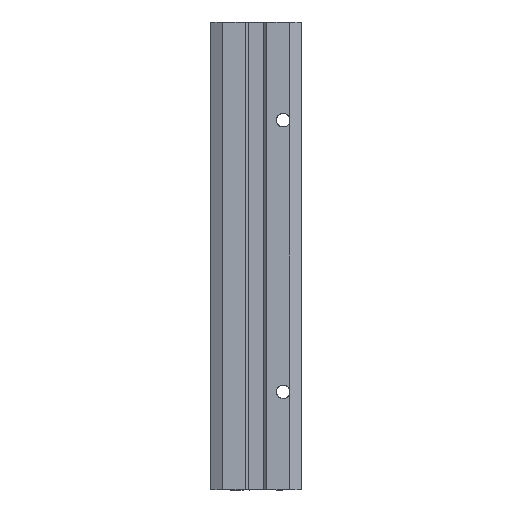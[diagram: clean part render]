
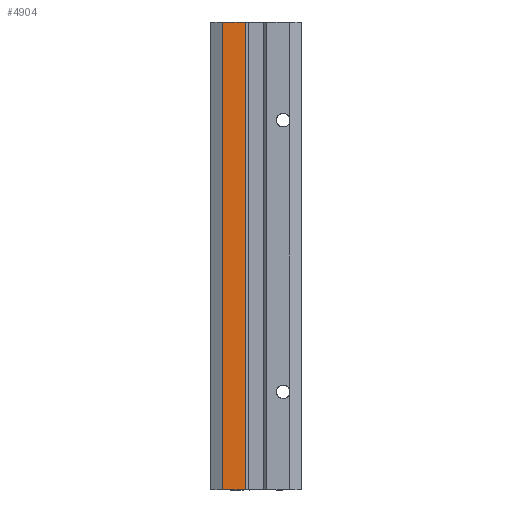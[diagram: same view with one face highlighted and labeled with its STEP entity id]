
A CAD part, left-side view. The second image highlights one B-rep face of the part: STEP entity #4904.
In plain terms, the highlighted planar face has unit normal (-1, 0, 0).
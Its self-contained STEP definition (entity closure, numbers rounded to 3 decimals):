
#147 = FACE_OUTER_BOUND ( 'NONE', #5336, .T. ) ;
#172 = LINE ( 'NONE', #6724, #3539 ) ;
#185 = ORIENTED_EDGE ( 'NONE', *, *, #2104, .T. ) ;
#308 = DIRECTION ( 'NONE',  ( 0., -1., 0. ) ) ;
#576 = ORIENTED_EDGE ( 'NONE', *, *, #4270, .F. ) ;
#712 = VECTOR ( 'NONE', #308, 1000. ) ;
#743 = ORIENTED_EDGE ( 'NONE', *, *, #2183, .T. ) ;
#1131 = VERTEX_POINT ( 'NONE', #5119 ) ;
#1308 = DIRECTION ( 'NONE',  ( 0., 0., 1. ) ) ;
#1805 = LINE ( 'NONE', #3447, #6375 ) ;
#1901 = VERTEX_POINT ( 'NONE', #5856 ) ;
#1970 = EDGE_CURVE ( 'NONE', #1901, #1131, #172, .T. ) ;
#2073 = VECTOR ( 'NONE', #1308, 1000. ) ;
#2104 = EDGE_CURVE ( 'NONE', #5623, #3611, #2726, .T. ) ;
#2183 = EDGE_CURVE ( 'NONE', #1901, #5623, #1805, .T. ) ;
#2329 = CARTESIAN_POINT ( 'NONE',  ( -9., 28.257, 0. ) ) ;
#2726 = LINE ( 'NONE', #6063, #2073 ) ;
#2966 = DIRECTION ( 'NONE',  ( 0., 0., 1. ) ) ;
#3123 = AXIS2_PLACEMENT_3D ( 'NONE', #6470, #4600, #2966 ) ;
#3447 = CARTESIAN_POINT ( 'NONE',  ( -9., 28.257, -155. ) ) ;
#3539 = VECTOR ( 'NONE', #3700, 1000. ) ;
#3611 = VERTEX_POINT ( 'NONE', #6333 ) ;
#3700 = DIRECTION ( 'NONE',  ( 0., 0., 1. ) ) ;
#3970 = PLANE ( 'NONE',  #3123 ) ;
#4270 = EDGE_CURVE ( 'NONE', #1131, #3611, #6414, .T. ) ;
#4600 = DIRECTION ( 'NONE',  ( -1., 0., 0. ) ) ;
#4797 = ORIENTED_EDGE ( 'NONE', *, *, #1970, .F. ) ;
#4904 = ADVANCED_FACE ( 'NONE', ( #147 ), #3970, .T. ) ;
#5119 = CARTESIAN_POINT ( 'NONE',  ( -9., 26.103, 0. ) ) ;
#5336 = EDGE_LOOP ( 'NONE', ( #743, #185, #576, #4797 ) ) ;
#5487 = DIRECTION ( 'NONE',  ( 0., -1., 0. ) ) ;
#5623 = VERTEX_POINT ( 'NONE', #6253 ) ;
#5856 = CARTESIAN_POINT ( 'NONE',  ( -9., 26.103, -155. ) ) ;
#6063 = CARTESIAN_POINT ( 'NONE',  ( -9., 18.5, -155. ) ) ;
#6253 = CARTESIAN_POINT ( 'NONE',  ( -9., 18.5, -155. ) ) ;
#6333 = CARTESIAN_POINT ( 'NONE',  ( -9., 18.5, 0. ) ) ;
#6375 = VECTOR ( 'NONE', #5487, 1000. ) ;
#6414 = LINE ( 'NONE', #2329, #712 ) ;
#6470 = CARTESIAN_POINT ( 'NONE',  ( -9., 18.5, -155. ) ) ;
#6724 = CARTESIAN_POINT ( 'NONE',  ( -9., 26.103, -155. ) ) ;
